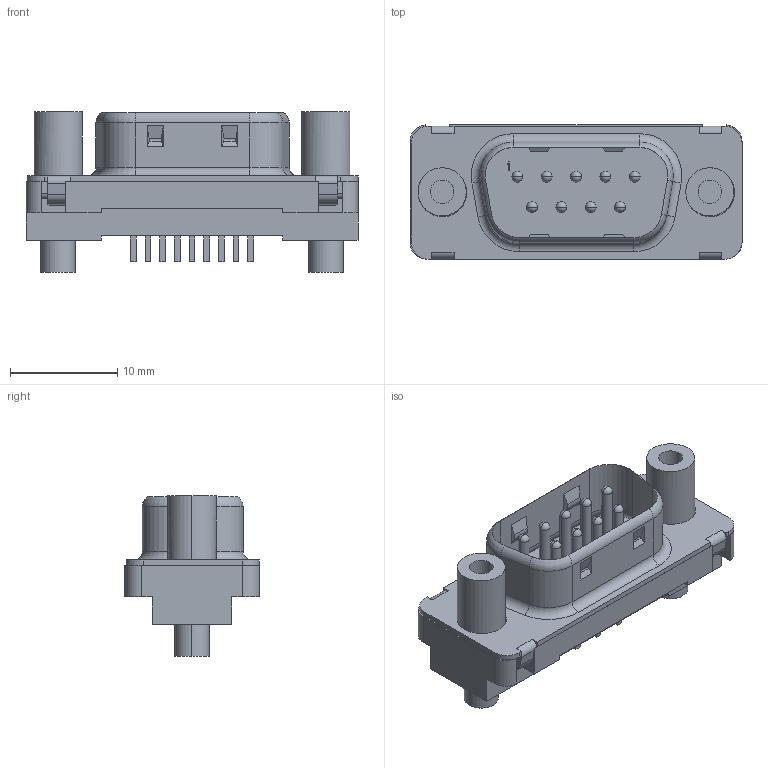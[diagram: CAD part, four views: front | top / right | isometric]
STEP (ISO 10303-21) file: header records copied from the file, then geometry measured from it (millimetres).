
FILE_DESCRIPTION((''),'2;1');
FILE_NAME('FCI_D09P24A4GV00LF.stp','2008-06-09T13:03:22',(''),(''),'Mechanical Desktop 2008','Mechanical Desktop 2008',', , ');
FILE_SCHEMA(('AUTOMOTIVE_DESIGN { 1 2 10303 214 1 1 1 1 }'));
Length unit declared in the file: millimetre
Products named in the file (1): Product
Bounding box: 30.99 x 12.55 x 15 mm (x, y, z)
Volume: 2127.4 mm3; surface area: 2905.4 mm2
Topology: 22 solids, 22 shells, 343 faces, 828 edges, 525 vertices
Faces by surface type: plane 222, cylinder 88, sphere 18, torus 12, bspline 3
Entity records: 9849 total; most frequent: CARTESIAN_POINT 1752, DIRECTION 1674, ORIENTED_EDGE 1620, EDGE_CURVE 810, VECTOR 596, LINE 596, AXIS2_PLACEMENT_3D 539, VERTEX_POINT 525
